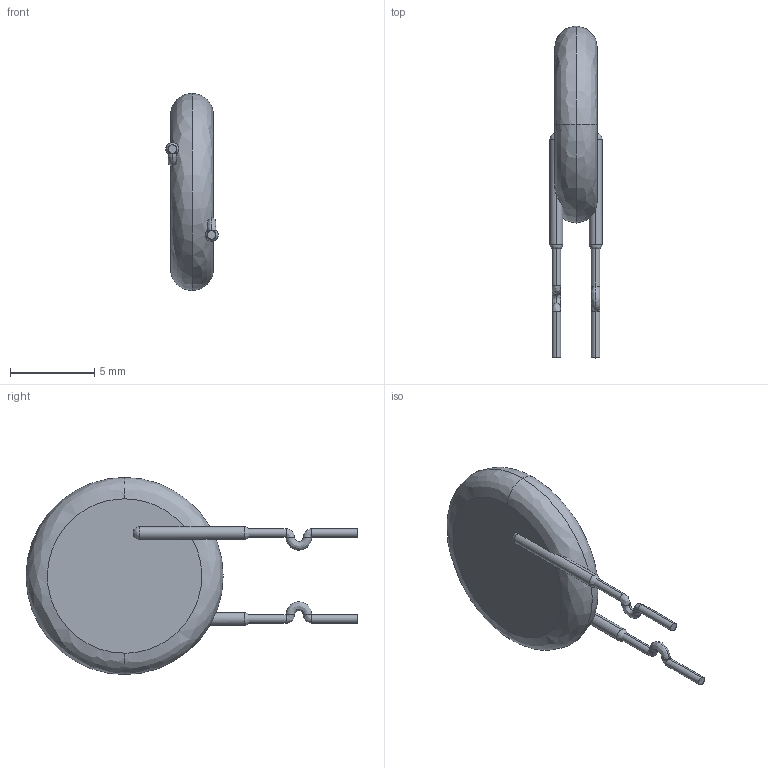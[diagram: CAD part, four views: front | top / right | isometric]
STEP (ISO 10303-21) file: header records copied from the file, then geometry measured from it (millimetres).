
FILE_DESCRIPTION (( 'STEP AP214' ), '1' );
FILE_NAME ('User Library-MF-R090.STEP', '2019-01-01T15:09:55', ( '' ), ( '' ), 'SwSTEP 2.0', 'SolidWorks 2018', '' );
FILE_SCHEMA (( 'AUTOMOTIVE_DESIGN' ));
Length unit declared in the file: millimetre
Products named in the file (1): User Library-MF-R090
Bounding box: 3.1 x 19.7 x 11.7 mm (x, y, z)
Volume: 255.7 mm3; surface area: 307.1 mm2
Topology: 3 solids, 3 shells, 34 faces, 90 edges, 48 vertices
Faces by surface type: bspline 16, cylinder 12, plane 6
Entity records: 1736 total; most frequent: CARTESIAN_POINT 599, ORIENTED_EDGE 152, DIRECTION 150, EDGE_CURVE 76, AXIS2_PLACEMENT_3D 67, VERTEX_POINT 48, CIRCLE 48, UNCERTAINTY_MEASURE_WITH_UNIT 39
